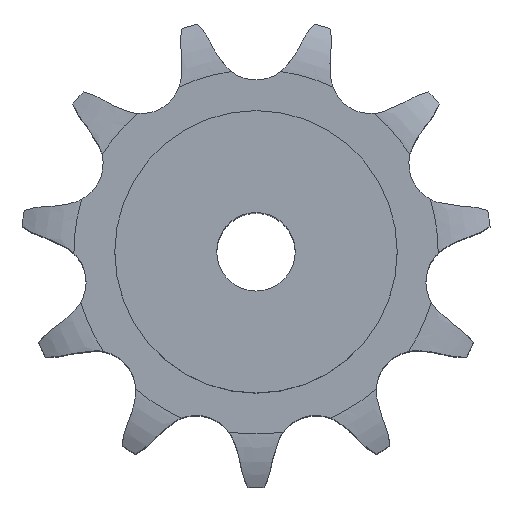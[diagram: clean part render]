
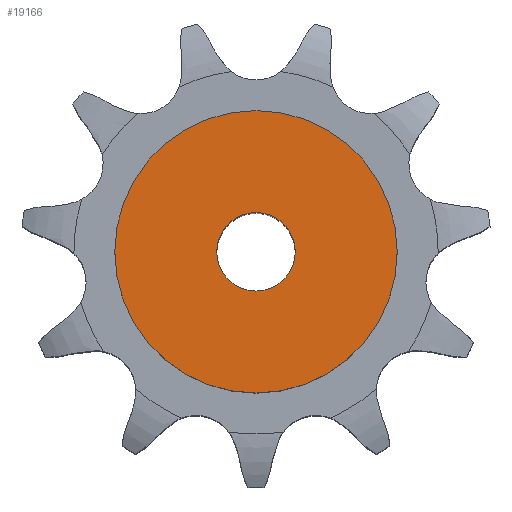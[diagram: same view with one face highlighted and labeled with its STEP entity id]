
A CAD part, top view. The second image highlights one B-rep face of the part: STEP entity #19166.
In plain terms, the highlighted planar face has unit normal (0, 0, 1).
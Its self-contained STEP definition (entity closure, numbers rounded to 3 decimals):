
#10430 = CYLINDRICAL_SURFACE('',#10431,12.5);
#10431 = AXIS2_PLACEMENT_3D('',#10432,#10433,#10434);
#10432 = CARTESIAN_POINT('',(0.,0.,288.068));
#10433 = DIRECTION('',(0.,0.,1.));
#10434 = DIRECTION('',(1.,0.,0.));
#13175 = EDGE_CURVE('',#13176,#13176,#13178,.T.);
#13176 = VERTEX_POINT('',#13177);
#13177 = CARTESIAN_POINT('',(12.5,0.,150.));
#13178 = SURFACE_CURVE('',#13179,(#13184,#13191),.PCURVE_S1.);
#13179 = CIRCLE('',#13180,12.5);
#13180 = AXIS2_PLACEMENT_3D('',#13181,#13182,#13183);
#13181 = CARTESIAN_POINT('',(0.,0.,150.));
#13182 = DIRECTION('',(0.,0.,1.));
#13183 = DIRECTION('',(1.,0.,0.));
#13184 = PCURVE('',#10430,#13185);
#13185 = DEFINITIONAL_REPRESENTATION('',(#13186),#13190);
#13186 = LINE('',#13187,#13188);
#13187 = CARTESIAN_POINT('',(0.,-138.068));
#13188 = VECTOR('',#13189,1.);
#13189 = DIRECTION('',(1.,0.));
#13190 = ( GEOMETRIC_REPRESENTATION_CONTEXT(2) 
PARAMETRIC_REPRESENTATION_CONTEXT() REPRESENTATION_CONTEXT('2D SPACE',''
  ) );
#13191 = PCURVE('',#13192,#13197);
#13192 = PLANE('',#13193);
#13193 = AXIS2_PLACEMENT_3D('',#13194,#13195,#13196);
#13194 = CARTESIAN_POINT('',(0.,0.,150.)
  );
#13195 = DIRECTION('',(0.,0.,1.));
#13196 = DIRECTION('',(1.,0.,0.));
#13197 = DEFINITIONAL_REPRESENTATION('',(#13198),#13202);
#13198 = CIRCLE('',#13199,12.5);
#13199 = AXIS2_PLACEMENT_2D('',#13200,#13201);
#13200 = CARTESIAN_POINT('',(0.,0.));
#13201 = DIRECTION('',(1.,0.));
#13202 = ( GEOMETRIC_REPRESENTATION_CONTEXT(2) 
PARAMETRIC_REPRESENTATION_CONTEXT() REPRESENTATION_CONTEXT('2D SPACE',''
  ) );
#19166 = ADVANCED_FACE('',(#19167,#19198),#13192,.T.);
#19167 = FACE_BOUND('',#19168,.T.);
#19168 = EDGE_LOOP('',(#19169));
#19169 = ORIENTED_EDGE('',*,*,#19170,.T.);
#19170 = EDGE_CURVE('',#19171,#19171,#19173,.T.);
#19171 = VERTEX_POINT('',#19172);
#19172 = CARTESIAN_POINT('',(45.,0.,150.));
#19173 = SURFACE_CURVE('',#19174,(#19179,#19186),.PCURVE_S1.);
#19174 = CIRCLE('',#19175,45.);
#19175 = AXIS2_PLACEMENT_3D('',#19176,#19177,#19178);
#19176 = CARTESIAN_POINT('',(0.,0.,150.));
#19177 = DIRECTION('',(0.,0.,1.));
#19178 = DIRECTION('',(1.,0.,0.));
#19179 = PCURVE('',#13192,#19180);
#19180 = DEFINITIONAL_REPRESENTATION('',(#19181),#19185);
#19181 = CIRCLE('',#19182,45.);
#19182 = AXIS2_PLACEMENT_2D('',#19183,#19184);
#19183 = CARTESIAN_POINT('',(0.,0.));
#19184 = DIRECTION('',(1.,0.));
#19185 = ( GEOMETRIC_REPRESENTATION_CONTEXT(2) 
PARAMETRIC_REPRESENTATION_CONTEXT() REPRESENTATION_CONTEXT('2D SPACE',''
  ) );
#19186 = PCURVE('',#19187,#19192);
#19187 = CYLINDRICAL_SURFACE('',#19188,45.);
#19188 = AXIS2_PLACEMENT_3D('',#19189,#19190,#19191);
#19189 = CARTESIAN_POINT('',(0.,0.,0.));
#19190 = DIRECTION('',(-0.,-0.,-1.));
#19191 = DIRECTION('',(1.,0.,0.));
#19192 = DEFINITIONAL_REPRESENTATION('',(#19193),#19197);
#19193 = LINE('',#19194,#19195);
#19194 = CARTESIAN_POINT('',(-0.,-150.));
#19195 = VECTOR('',#19196,1.);
#19196 = DIRECTION('',(-1.,0.));
#19197 = ( GEOMETRIC_REPRESENTATION_CONTEXT(2) 
PARAMETRIC_REPRESENTATION_CONTEXT() REPRESENTATION_CONTEXT('2D SPACE',''
  ) );
#19198 = FACE_BOUND('',#19199,.T.);
#19199 = EDGE_LOOP('',(#19200));
#19200 = ORIENTED_EDGE('',*,*,#13175,.F.);
